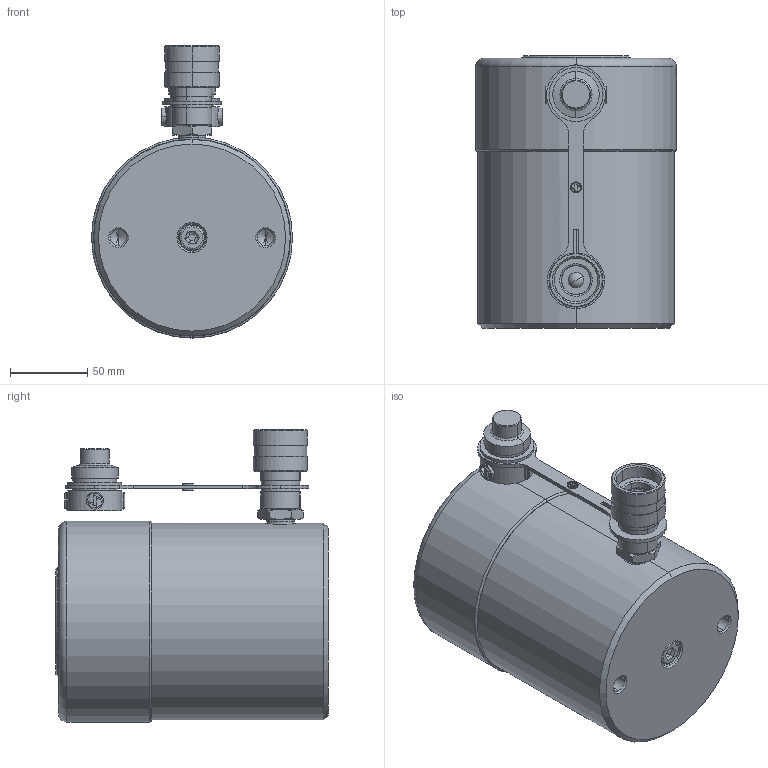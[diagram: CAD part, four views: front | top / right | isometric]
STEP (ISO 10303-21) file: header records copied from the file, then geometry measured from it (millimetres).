
FILE_DESCRIPTION (( 'STEP AP214' ), '1' );
FILE_NAME ('H5502.STEP', '2016-04-23T01:10:41', ( '' ), ( '' ), 'SwSTEP 2.0', 'SolidWorks 2015', '' );
FILE_SCHEMA (( 'AUTOMOTIVE_DESIGN' ));
Length unit declared in the file: millimetre
Products named in the file (1): H5502
Bounding box: 130 x 176.31 x 188.97 mm (x, y, z)
Volume: 1912203.4 mm3; surface area: 341130.3 mm2
Topology: 18 solids, 18 shells, 757 faces, 1767 edges, 1082 vertices
Faces by surface type: cylinder 266, plane 202, cone 144, bspline 73, torus 62, sphere 10
Entity records: 33999 total; most frequent: CARTESIAN_POINT 8514, DIRECTION 3556, ORIENTED_EDGE 3472, EDGE_CURVE 1736, AXIS2_PLACEMENT_3D 1414, VERTEX_POINT 1079, EDGE_LOOP 851, UNCERTAINTY_MEASURE_WITH_UNIT 777
